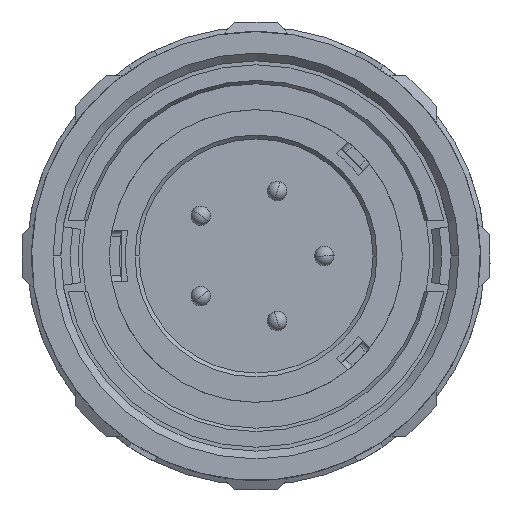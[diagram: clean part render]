
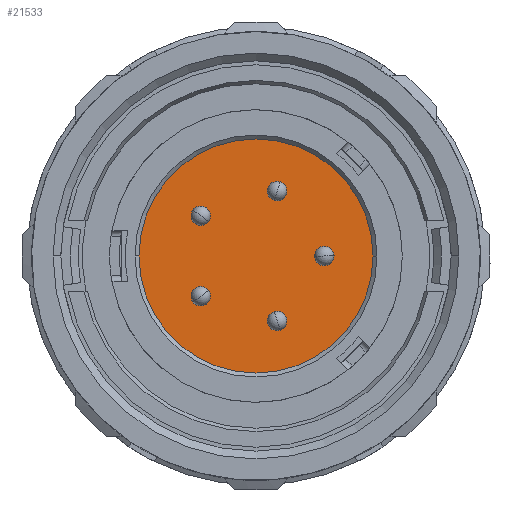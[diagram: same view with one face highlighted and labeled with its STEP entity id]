
A CAD part, left-side view. The second image highlights one B-rep face of the part: STEP entity #21533.
In plain terms, the highlighted planar face has unit normal (-1, 0, 0).
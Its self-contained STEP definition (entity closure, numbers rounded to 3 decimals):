
#8784=CARTESIAN_POINT('',(12.1,0.,0.));
#8785=DIRECTION('',(1.,0.,0.));
#8786=DIRECTION('',(0.,1.,0.));
#8787=AXIS2_PLACEMENT_3D('',#8784,#8785,#8786);
#8794=CARTESIAN_POINT('',(12.1,-3.5,0.));
#8795=DIRECTION('',(-1.,0.,0.));
#8796=DIRECTION('',(0.,-1.,0.));
#8797=AXIS2_PLACEMENT_3D('',#8794,#8795,#8796);
#8799=CARTESIAN_POINT('',(12.1,-3.5,0.));
#8800=DIRECTION('',(-1.,0.,0.));
#8801=DIRECTION('',(0.,1.,0.));
#8802=AXIS2_PLACEMENT_3D('',#8799,#8800,#8801);
#8804=CARTESIAN_POINT('',(12.1,-1.082,-3.329));
#8805=DIRECTION('',(-1.,0.,0.));
#8806=DIRECTION('',(0.,-0.309,-0.951));
#8807=AXIS2_PLACEMENT_3D('',#8804,#8805,#8806);
#8809=CARTESIAN_POINT('',(12.1,-1.082,-3.329));
#8810=DIRECTION('',(-1.,0.,0.));
#8811=DIRECTION('',(0.,0.309,0.951));
#8812=AXIS2_PLACEMENT_3D('',#8809,#8810,#8811);
#8814=CARTESIAN_POINT('',(12.1,2.832,-2.057));
#8815=DIRECTION('',(-1.,0.,0.));
#8816=DIRECTION('',(0.,0.809,-0.588));
#8817=AXIS2_PLACEMENT_3D('',#8814,#8815,#8816);
#8819=CARTESIAN_POINT('',(12.1,2.832,-2.057));
#8820=DIRECTION('',(-1.,0.,0.));
#8821=DIRECTION('',(0.,-0.809,0.588));
#8822=AXIS2_PLACEMENT_3D('',#8819,#8820,#8821);
#8824=CARTESIAN_POINT('',(12.1,2.832,2.057));
#8825=DIRECTION('',(-1.,0.,0.));
#8826=DIRECTION('',(0.,0.809,0.588));
#8827=AXIS2_PLACEMENT_3D('',#8824,#8825,#8826);
#8829=CARTESIAN_POINT('',(12.1,2.832,2.057));
#8830=DIRECTION('',(-1.,0.,0.));
#8831=DIRECTION('',(0.,-0.809,-0.588));
#8832=AXIS2_PLACEMENT_3D('',#8829,#8830,#8831);
#8834=CARTESIAN_POINT('',(12.1,-1.082,3.329));
#8835=DIRECTION('',(-1.,0.,0.));
#8836=DIRECTION('',(0.,-0.309,0.951));
#8837=AXIS2_PLACEMENT_3D('',#8834,#8835,#8836);
#8839=CARTESIAN_POINT('',(12.1,-1.082,3.329));
#8840=DIRECTION('',(-1.,0.,0.));
#8841=DIRECTION('',(0.,0.309,-0.951));
#8842=AXIS2_PLACEMENT_3D('',#8839,#8840,#8841);
#8844=CARTESIAN_POINT('',(12.1,0.,0.));
#8845=DIRECTION('',(1.,0.,0.));
#8846=DIRECTION('',(0.,-1.,0.));
#8847=AXIS2_PLACEMENT_3D('',#8844,#8845,#8846);
#11022=CARTESIAN_POINT('',(12.1,6.,0.));
#11023=CARTESIAN_POINT('',(12.1,-6.,0.));
#11024=VERTEX_POINT('',#11022);
#11025=VERTEX_POINT('',#11023);
#11217=CARTESIAN_POINT('',(12.1,-4.,0.));
#11218=CARTESIAN_POINT('',(12.1,-3.,0.));
#11219=VERTEX_POINT('',#11217);
#11220=VERTEX_POINT('',#11218);
#11221=CARTESIAN_POINT('',(12.1,-1.236,-3.804));
#11222=CARTESIAN_POINT('',(12.1,-0.927,-2.853));
#11223=VERTEX_POINT('',#11221);
#11224=VERTEX_POINT('',#11222);
#11225=CARTESIAN_POINT('',(12.1,3.236,-2.351));
#11226=CARTESIAN_POINT('',(12.1,2.427,-1.763));
#11227=VERTEX_POINT('',#11225);
#11228=VERTEX_POINT('',#11226);
#11229=CARTESIAN_POINT('',(12.1,3.236,2.351));
#11230=CARTESIAN_POINT('',(12.1,2.427,1.763));
#11231=VERTEX_POINT('',#11229);
#11232=VERTEX_POINT('',#11230);
#11233=CARTESIAN_POINT('',(12.1,-1.236,3.804));
#11234=CARTESIAN_POINT('',(12.1,-0.927,2.853));
#11235=VERTEX_POINT('',#11233);
#11236=VERTEX_POINT('',#11234);
#21493=CARTESIAN_POINT('',(12.1,0.,0.));
#21494=DIRECTION('',(1.,0.,0.));
#21495=DIRECTION('',(0.,-1.,0.));
#21496=AXIS2_PLACEMENT_3D('',#21493,#21494,#21495);
#21497=PLANE('',#21496);
#21498=ORIENTED_EDGE('',*,*,#21483,.T.);
#21500=ORIENTED_EDGE('',*,*,#21499,.T.);
#21501=EDGE_LOOP('',(#21498,#21500));
#21502=FACE_OUTER_BOUND('',#21501,.F.);
#21504=ORIENTED_EDGE('',*,*,#21503,.T.);
#21506=ORIENTED_EDGE('',*,*,#21505,.T.);
#21507=EDGE_LOOP('',(#21504,#21506));
#21508=FACE_BOUND('',#21507,.F.);
#21510=ORIENTED_EDGE('',*,*,#21509,.T.);
#21512=ORIENTED_EDGE('',*,*,#21511,.T.);
#21513=EDGE_LOOP('',(#21510,#21512));
#21514=FACE_BOUND('',#21513,.F.);
#21516=ORIENTED_EDGE('',*,*,#21515,.T.);
#21518=ORIENTED_EDGE('',*,*,#21517,.T.);
#21519=EDGE_LOOP('',(#21516,#21518));
#21520=FACE_BOUND('',#21519,.F.);
#21522=ORIENTED_EDGE('',*,*,#21521,.T.);
#21524=ORIENTED_EDGE('',*,*,#21523,.T.);
#21525=EDGE_LOOP('',(#21522,#21524));
#21526=FACE_BOUND('',#21525,.F.);
#21528=ORIENTED_EDGE('',*,*,#21527,.T.);
#21530=ORIENTED_EDGE('',*,*,#21529,.T.);
#21531=EDGE_LOOP('',(#21528,#21530));
#21532=FACE_BOUND('',#21531,.F.);
#8788=CIRCLE('',#8787,6.);
#8798=CIRCLE('',#8797,0.5);
#8803=CIRCLE('',#8802,0.5);
#8808=CIRCLE('',#8807,0.5);
#8813=CIRCLE('',#8812,0.5);
#8818=CIRCLE('',#8817,0.5);
#8823=CIRCLE('',#8822,0.5);
#8828=CIRCLE('',#8827,0.5);
#8833=CIRCLE('',#8832,0.5);
#8838=CIRCLE('',#8837,0.5);
#8843=CIRCLE('',#8842,0.5);
#8848=CIRCLE('',#8847,6.);
#21483=EDGE_CURVE('',#11024,#11025,#8788,.T.);
#21499=EDGE_CURVE('',#11025,#11024,#8848,.T.);
#21503=EDGE_CURVE('',#11219,#11220,#8798,.T.);
#21505=EDGE_CURVE('',#11220,#11219,#8803,.T.);
#21509=EDGE_CURVE('',#11223,#11224,#8808,.T.);
#21511=EDGE_CURVE('',#11224,#11223,#8813,.T.);
#21515=EDGE_CURVE('',#11227,#11228,#8818,.T.);
#21517=EDGE_CURVE('',#11228,#11227,#8823,.T.);
#21521=EDGE_CURVE('',#11231,#11232,#8828,.T.);
#21523=EDGE_CURVE('',#11232,#11231,#8833,.T.);
#21527=EDGE_CURVE('',#11235,#11236,#8838,.T.);
#21529=EDGE_CURVE('',#11236,#11235,#8843,.T.);
#21533=ADVANCED_FACE('',(#21502,#21508,#21514,#21520,#21526,#21532),#21497,.F.);
